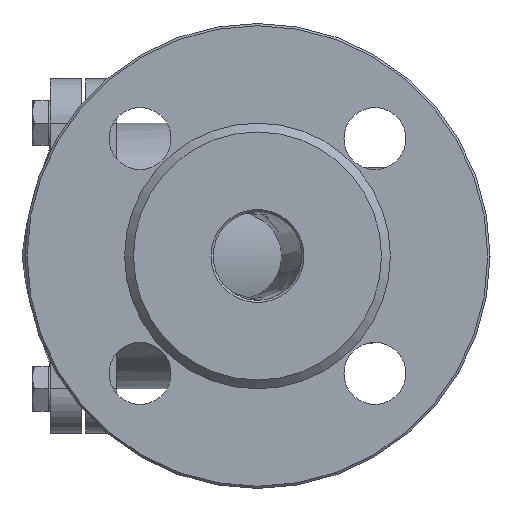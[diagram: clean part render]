
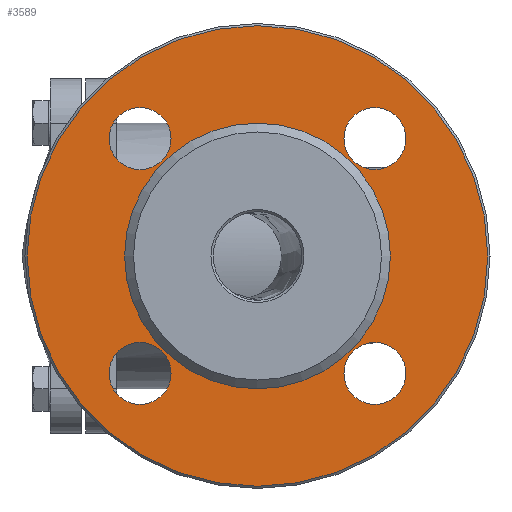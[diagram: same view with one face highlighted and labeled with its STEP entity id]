
A CAD part, left-side view. The second image highlights one B-rep face of the part: STEP entity #3589.
In plain terms, the highlighted planar face has unit normal (-1, 0, 0).
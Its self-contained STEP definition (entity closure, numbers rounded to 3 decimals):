
#308=FACE_BOUND('',#1226,.T.);
#309=FACE_BOUND('',#1227,.T.);
#310=FACE_BOUND('',#1228,.T.);
#311=FACE_BOUND('',#1229,.T.);
#312=FACE_BOUND('',#1230,.T.);
#793=PLANE('',#3962);
#984=FACE_OUTER_BOUND('',#1225,.T.);
#1225=EDGE_LOOP('',(#3148));
#1226=EDGE_LOOP('',(#3149));
#1227=EDGE_LOOP('',(#3150));
#1228=EDGE_LOOP('',(#3151));
#1229=EDGE_LOOP('',(#3152));
#1230=EDGE_LOOP('',(#3153));
#1415=CIRCLE('',#3961,52.);
#1416=CIRCLE('',#3963,30.);
#1417=CIRCLE('',#3964,7.);
#1418=CIRCLE('',#3965,7.);
#1419=CIRCLE('',#3966,7.);
#1420=CIRCLE('',#3967,7.);
#1731=VERTEX_POINT('',#11021);
#1732=VERTEX_POINT('',#11025);
#1733=VERTEX_POINT('',#11027);
#1734=VERTEX_POINT('',#11029);
#1735=VERTEX_POINT('',#11031);
#1736=VERTEX_POINT('',#11033);
#2208=EDGE_CURVE('',#1731,#1731,#1415,.T.);
#2209=EDGE_CURVE('',#1732,#1732,#1416,.T.);
#2210=EDGE_CURVE('',#1733,#1733,#1417,.T.);
#2211=EDGE_CURVE('',#1734,#1734,#1418,.T.);
#2212=EDGE_CURVE('',#1735,#1735,#1419,.T.);
#2213=EDGE_CURVE('',#1736,#1736,#1420,.T.);
#3148=ORIENTED_EDGE('',*,*,#2208,.F.);
#3149=ORIENTED_EDGE('',*,*,#2209,.F.);
#3150=ORIENTED_EDGE('',*,*,#2210,.F.);
#3151=ORIENTED_EDGE('',*,*,#2211,.F.);
#3152=ORIENTED_EDGE('',*,*,#2212,.F.);
#3153=ORIENTED_EDGE('',*,*,#2213,.F.);
#3589=ADVANCED_FACE('',(#984,#308,#309,#310,#311,#312),#793,.F.);
#3961=AXIS2_PLACEMENT_3D('',#11023,#4793,#4794);
#3962=AXIS2_PLACEMENT_3D('',#11024,#4795,#4796);
#3963=AXIS2_PLACEMENT_3D('',#11026,#4797,#4798);
#3964=AXIS2_PLACEMENT_3D('',#11028,#4799,#4800);
#3965=AXIS2_PLACEMENT_3D('',#11030,#4801,#4802);
#3966=AXIS2_PLACEMENT_3D('',#11032,#4803,#4804);
#3967=AXIS2_PLACEMENT_3D('',#11034,#4805,#4806);
#4793=DIRECTION('center_axis',(1.,0.,0.));
#4794=DIRECTION('ref_axis',(0.,0.,1.));
#4795=DIRECTION('center_axis',(1.,0.,0.));
#4796=DIRECTION('ref_axis',(0.,0.,-1.));
#4797=DIRECTION('center_axis',(-1.,0.,0.));
#4798=DIRECTION('ref_axis',(0.,-1.,0.));
#4799=DIRECTION('center_axis',(-1.,0.,0.));
#4800=DIRECTION('ref_axis',(0.,0.,1.));
#4801=DIRECTION('center_axis',(-1.,0.,0.));
#4802=DIRECTION('ref_axis',(0.,0.,1.));
#4803=DIRECTION('center_axis',(-1.,0.,0.));
#4804=DIRECTION('ref_axis',(0.,0.,1.));
#4805=DIRECTION('center_axis',(-1.,0.,0.));
#4806=DIRECTION('ref_axis',(0.,0.,1.));
#11021=CARTESIAN_POINT('',(2.,0.,-52.));
#11023=CARTESIAN_POINT('Origin',(2.,0.,0.));
#11024=CARTESIAN_POINT('Origin',(2.,0.,0.));
#11025=CARTESIAN_POINT('',(2.,30.,0.));
#11026=CARTESIAN_POINT('Origin',(2.,0.,0.));
#11027=CARTESIAN_POINT('',(2.,26.517,-33.517));
#11028=CARTESIAN_POINT('Origin',(2.,26.517,-26.517));
#11029=CARTESIAN_POINT('',(2.,-26.517,-33.517));
#11030=CARTESIAN_POINT('Origin',(2.,-26.517,-26.517));
#11031=CARTESIAN_POINT('',(2.,-26.517,19.517));
#11032=CARTESIAN_POINT('Origin',(2.,-26.517,26.517));
#11033=CARTESIAN_POINT('',(2.,26.517,19.517));
#11034=CARTESIAN_POINT('Origin',(2.,26.517,26.517));
